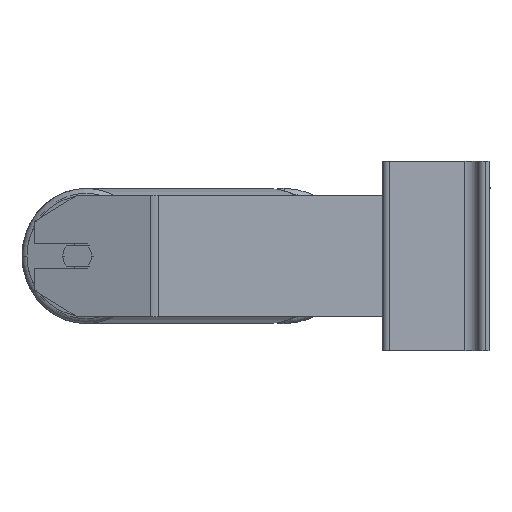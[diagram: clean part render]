
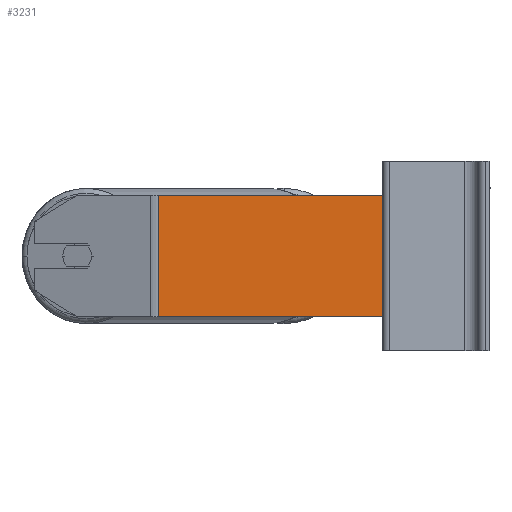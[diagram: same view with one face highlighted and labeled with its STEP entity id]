
A CAD part, left-side view. The second image highlights one B-rep face of the part: STEP entity #3231.
In plain terms, the highlighted planar face has unit normal (-1, 0, 0).
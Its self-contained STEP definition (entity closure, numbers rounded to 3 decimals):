
#6 = VECTOR ( 'NONE', #1697, 1000. ) ;
#260 = FACE_OUTER_BOUND ( 'NONE', #746, .T. ) ;
#347 = VERTEX_POINT ( 'NONE', #4179 ) ;
#717 = LINE ( 'NONE', #2942, #5576 ) ;
#746 = EDGE_LOOP ( 'NONE', ( #8958, #2404, #10098, #1390 ) ) ;
#848 = LINE ( 'NONE', #8129, #6 ) ;
#1006 = DIRECTION ( 'NONE',  ( 1., 0., 0. ) ) ;
#1022 = VERTEX_POINT ( 'NONE', #10424 ) ;
#1390 = ORIENTED_EDGE ( 'NONE', *, *, #9189, .T. ) ;
#1697 = DIRECTION ( 'NONE',  ( 0., 0., -1. ) ) ;
#2246 = CARTESIAN_POINT ( 'NONE',  ( -588., 165.618, 40. ) ) ;
#2300 = VECTOR ( 'NONE', #6067, 1000. ) ;
#2404 = ORIENTED_EDGE ( 'NONE', *, *, #8585, .F. ) ;
#2942 = CARTESIAN_POINT ( 'NONE',  ( -588., 165.618, 40. ) ) ;
#3231 = ADVANCED_FACE ( 'NONE', ( #260 ), #9878, .F. ) ;
#3391 = CARTESIAN_POINT ( 'NONE',  ( -588., 168.439, 40. ) ) ;
#3562 = VERTEX_POINT ( 'NONE', #6868 ) ;
#3751 = DIRECTION ( 'NONE',  ( 0., 0., -1. ) ) ;
#3779 = EDGE_CURVE ( 'NONE', #10222, #1022, #4734, .T. ) ;
#3992 = EDGE_CURVE ( 'NONE', #347, #3562, #6012, .T. ) ;
#4179 = CARTESIAN_POINT ( 'NONE',  ( -588., 165.618, -40. ) ) ;
#4734 = LINE ( 'NONE', #7242, #5672 ) ;
#5576 = VECTOR ( 'NONE', #3751, 1000. ) ;
#5672 = VECTOR ( 'NONE', #10498, 1000. ) ;
#6012 = LINE ( 'NONE', #10120, #2300 ) ;
#6067 = DIRECTION ( 'NONE',  ( 0., -1., 0. ) ) ;
#6868 = CARTESIAN_POINT ( 'NONE',  ( -588., 18., -40. ) ) ;
#7242 = CARTESIAN_POINT ( 'NONE',  ( -588., 168.439, 40. ) ) ;
#8129 = CARTESIAN_POINT ( 'NONE',  ( -588., 18., 40. ) ) ;
#8585 = EDGE_CURVE ( 'NONE', #1022, #3562, #848, .T. ) ;
#8958 = ORIENTED_EDGE ( 'NONE', *, *, #3992, .T. ) ;
#8968 = DIRECTION ( 'NONE',  ( 0., 1., 0. ) ) ;
#9189 = EDGE_CURVE ( 'NONE', #10222, #347, #717, .T. ) ;
#9878 = PLANE ( 'NONE',  #9935 ) ;
#9935 = AXIS2_PLACEMENT_3D ( 'NONE', #3391, #1006, #8968 ) ;
#10098 = ORIENTED_EDGE ( 'NONE', *, *, #3779, .F. ) ;
#10120 = CARTESIAN_POINT ( 'NONE',  ( -588., 168.439, -40. ) ) ;
#10222 = VERTEX_POINT ( 'NONE', #2246 ) ;
#10424 = CARTESIAN_POINT ( 'NONE',  ( -588., 18., 40. ) ) ;
#10498 = DIRECTION ( 'NONE',  ( 0., -1., 0. ) ) ;
